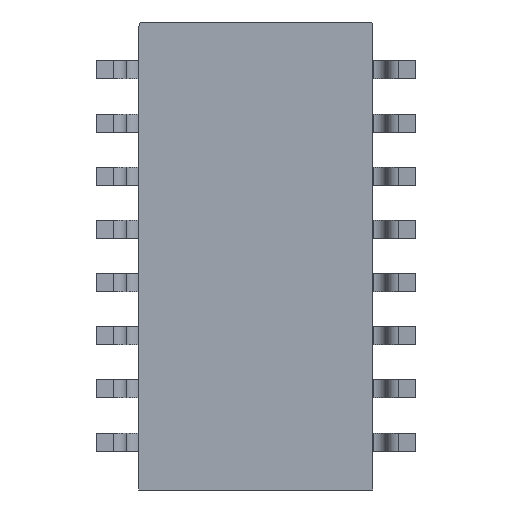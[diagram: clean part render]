
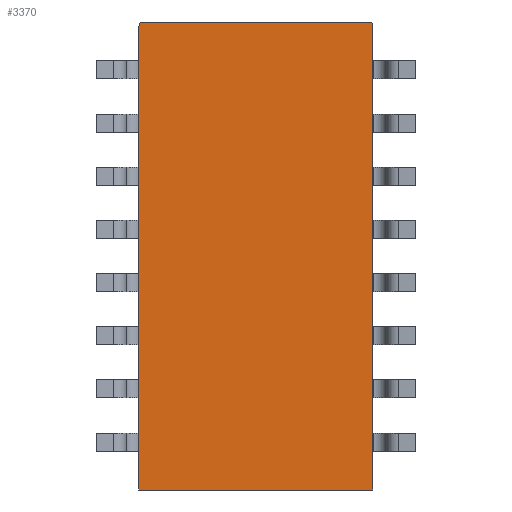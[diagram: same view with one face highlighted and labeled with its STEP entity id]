
A CAD part, front view. The second image highlights one B-rep face of the part: STEP entity #3370.
In plain terms, the highlighted planar face has unit normal (0, -1, 0).
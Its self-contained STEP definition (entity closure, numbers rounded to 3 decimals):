
#1=DIRECTION('',(1.,0.,0.));
#2=VECTOR('',#1,5.59);
#3=CARTESIAN_POINT('',(-2.795,0.,-4.32));
#4=LINE('',#3,#2);
#5=DIRECTION('',(0.,0.,1.));
#6=VECTOR('',#5,11.08);
#7=CARTESIAN_POINT('',(-2.795,0.,-4.32));
#8=LINE('',#7,#6);
#9=CARTESIAN_POINT('',(-2.695,0.,6.76));
#10=DIRECTION('',(0.,-1.,0.));
#11=DIRECTION('',(0.,0.,1.));
#12=AXIS2_PLACEMENT_3D('',#9,#10,#11);
#14=DIRECTION('',(1.,0.,0.));
#15=VECTOR('',#14,5.39);
#16=CARTESIAN_POINT('',(-2.695,0.,6.86));
#17=LINE('',#16,#15);
#18=CARTESIAN_POINT('',(2.695,0.,6.76));
#19=DIRECTION('',(0.,-1.,0.));
#20=DIRECTION('',(1.,0.,0.));
#21=AXIS2_PLACEMENT_3D('',#18,#19,#20);
#23=DIRECTION('',(0.,0.,-1.));
#24=VECTOR('',#23,11.08);
#25=CARTESIAN_POINT('',(2.795,0.,6.76));
#26=LINE('',#25,#24);
#3319=CARTESIAN_POINT('',(2.795,0.,6.76));
#3320=CARTESIAN_POINT('',(2.695,0.,6.86));
#3321=VERTEX_POINT('',#3319);
#3322=VERTEX_POINT('',#3320);
#3333=CARTESIAN_POINT('',(-2.695,0.,6.86));
#3334=CARTESIAN_POINT('',(-2.795,0.,6.76));
#3335=VERTEX_POINT('',#3333);
#3336=VERTEX_POINT('',#3334);
#3339=CARTESIAN_POINT('',(-2.795,0.,-4.32));
#3340=CARTESIAN_POINT('',(2.795,0.,-4.32));
#3341=VERTEX_POINT('',#3339);
#3342=VERTEX_POINT('',#3340);
#3351=CARTESIAN_POINT('',(0.,0.,0.));
#3352=DIRECTION('',(0.,1.,0.));
#3353=DIRECTION('',(1.,0.,0.));
#3354=AXIS2_PLACEMENT_3D('',#3351,#3352,#3353);
#3355=PLANE('',#3354);
#3357=ORIENTED_EDGE('',*,*,#3356,.F.);
#3359=ORIENTED_EDGE('',*,*,#3358,.T.);
#3361=ORIENTED_EDGE('',*,*,#3360,.F.);
#3363=ORIENTED_EDGE('',*,*,#3362,.T.);
#3365=ORIENTED_EDGE('',*,*,#3364,.F.);
#3367=ORIENTED_EDGE('',*,*,#3366,.T.);
#3368=EDGE_LOOP('',(#3357,#3359,#3361,#3363,#3365,#3367));
#3369=FACE_OUTER_BOUND('',#3368,.F.);
#13=CIRCLE('',#12,0.1);
#22=CIRCLE('',#21,0.1);
#3356=EDGE_CURVE('',#3341,#3342,#4,.T.);
#3358=EDGE_CURVE('',#3341,#3336,#8,.T.);
#3360=EDGE_CURVE('',#3335,#3336,#13,.T.);
#3362=EDGE_CURVE('',#3335,#3322,#17,.T.);
#3364=EDGE_CURVE('',#3321,#3322,#22,.T.);
#3366=EDGE_CURVE('',#3321,#3342,#26,.T.);
#3370=ADVANCED_FACE('',(#3369),#3355,.F.);
